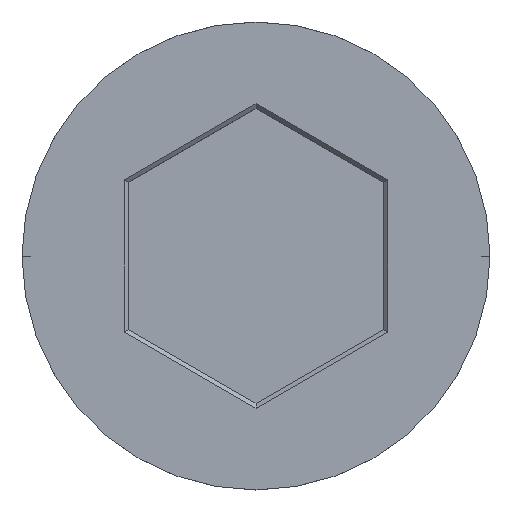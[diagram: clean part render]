
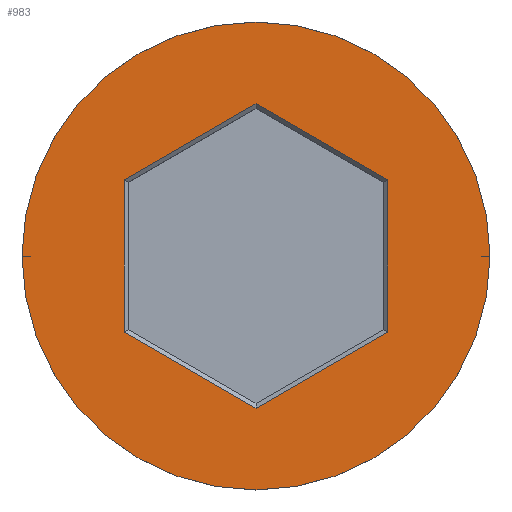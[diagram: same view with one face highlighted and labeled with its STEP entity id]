
A CAD part, top view. The second image highlights one B-rep face of the part: STEP entity #983.
In plain terms, the highlighted planar face has unit normal (0, 0, 1).
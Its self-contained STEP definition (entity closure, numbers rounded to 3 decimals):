
#21 = VERTEX_POINT ( 'NONE', #689 ) ;
#48 = VERTEX_POINT ( 'NONE', #1102 ) ;
#49 = ORIENTED_EDGE ( 'NONE', *, *, #1557, .T. ) ;
#79 = CIRCLE ( 'NONE', #270, 5.5 ) ;
#108 = EDGE_CURVE ( 'NONE', #21, #48, #657, .T. ) ;
#119 = CARTESIAN_POINT ( 'NONE',  ( 0., 0., 0. ) ) ;
#123 = ORIENTED_EDGE ( 'NONE', *, *, #1040, .T. ) ;
#136 = EDGE_CURVE ( 'NONE', #48, #285, #1043, .T. ) ;
#178 = LINE ( 'NONE', #315, #1320 ) ;
#205 = CARTESIAN_POINT ( 'NONE',  ( 0.05, -3.551, 0. ) ) ;
#229 = DIRECTION ( 'NONE',  ( -0.866, 0.5, 0. ) ) ;
#231 = DIRECTION ( 'NONE',  ( 1., 0., 0. ) ) ;
#270 = AXIS2_PLACEMENT_3D ( 'NONE', #1085, #716, #231 ) ;
#285 = VERTEX_POINT ( 'NONE', #1058 ) ;
#292 = VERTEX_POINT ( 'NONE', #340 ) ;
#311 = VERTEX_POINT ( 'NONE', #1215 ) ;
#315 = CARTESIAN_POINT ( 'NONE',  ( 3.05, 1.819, 0. ) ) ;
#340 = CARTESIAN_POINT ( 'NONE',  ( 5.5, 0., 0. ) ) ;
#347 = DIRECTION ( 'NONE',  ( 1., 0., 0. ) ) ;
#355 = VECTOR ( 'NONE', #1390, 1000. ) ;
#408 = ORIENTED_EDGE ( 'NONE', *, *, #1107, .T. ) ;
#429 = CARTESIAN_POINT ( 'NONE',  ( 3.1, -1.732, 0. ) ) ;
#440 = LINE ( 'NONE', #902, #1588 ) ;
#460 = DIRECTION ( 'NONE',  ( 0.866, 0.5, 0. ) ) ;
#572 = PLANE ( 'NONE',  #926 ) ;
#586 = DIRECTION ( 'NONE',  ( -0.866, -0.5, 0. ) ) ;
#620 = LINE ( 'NONE', #205, #1486 ) ;
#644 = EDGE_CURVE ( 'NONE', #772, #292, #79, .T. ) ;
#654 = VECTOR ( 'NONE', #460, 1000. ) ;
#657 = LINE ( 'NONE', #1495, #1445 ) ;
#658 = CARTESIAN_POINT ( 'NONE',  ( -5.5, 0., 0. ) ) ;
#664 = VERTEX_POINT ( 'NONE', #975 ) ;
#689 = CARTESIAN_POINT ( 'NONE',  ( -3.1, -1.79, 0. ) ) ;
#697 = CARTESIAN_POINT ( 'NONE',  ( 3.1, -1.79, 0. ) ) ;
#716 = DIRECTION ( 'NONE',  ( 0., 0., 1. ) ) ;
#772 = VERTEX_POINT ( 'NONE', #658 ) ;
#807 = CARTESIAN_POINT ( 'NONE',  ( 0., 0., 0. ) ) ;
#841 = ORIENTED_EDGE ( 'NONE', *, *, #1316, .T. ) ;
#867 = ORIENTED_EDGE ( 'NONE', *, *, #883, .T. ) ;
#875 = LINE ( 'NONE', #429, #355 ) ;
#883 = EDGE_CURVE ( 'NONE', #664, #1416, #875, .T. ) ;
#896 = ORIENTED_EDGE ( 'NONE', *, *, #108, .T. ) ;
#902 = CARTESIAN_POINT ( 'NONE',  ( -3.05, -1.819, 0. ) ) ;
#925 = EDGE_LOOP ( 'NONE', ( #896, #1325, #123, #867, #49, #841 ) ) ;
#926 = AXIS2_PLACEMENT_3D ( 'NONE', #807, #1028, #1431 ) ;
#938 = DIRECTION ( 'NONE',  ( 0., 0., 1. ) ) ;
#975 = CARTESIAN_POINT ( 'NONE',  ( 3.1, 1.79, 0. ) ) ;
#983 = ADVANCED_FACE ( 'NONE', ( #1020, #1400 ), #572, .T. ) ;
#1003 = ORIENTED_EDGE ( 'NONE', *, *, #644, .T. ) ;
#1009 = EDGE_LOOP ( 'NONE', ( #408, #1003 ) ) ;
#1020 = FACE_BOUND ( 'NONE', #925, .T. ) ;
#1028 = DIRECTION ( 'NONE',  ( 0., 0., 1. ) ) ;
#1040 = EDGE_CURVE ( 'NONE', #285, #664, #178, .T. ) ;
#1043 = LINE ( 'NONE', #1425, #654 ) ;
#1058 = CARTESIAN_POINT ( 'NONE',  ( 0., 3.58, 0. ) ) ;
#1085 = CARTESIAN_POINT ( 'NONE',  ( 0., 0., 0. ) ) ;
#1102 = CARTESIAN_POINT ( 'NONE',  ( -3.1, 1.79, 0. ) ) ;
#1107 = EDGE_CURVE ( 'NONE', #292, #772, #1166, .T. ) ;
#1142 = DIRECTION ( 'NONE',  ( 0., 1., 0. ) ) ;
#1166 = CIRCLE ( 'NONE', #1245, 5.5 ) ;
#1215 = CARTESIAN_POINT ( 'NONE',  ( 0., -3.58, 0. ) ) ;
#1245 = AXIS2_PLACEMENT_3D ( 'NONE', #119, #938, #347 ) ;
#1289 = DIRECTION ( 'NONE',  ( 0.866, -0.5, 0. ) ) ;
#1316 = EDGE_CURVE ( 'NONE', #311, #21, #440, .T. ) ;
#1320 = VECTOR ( 'NONE', #1289, 1000. ) ;
#1325 = ORIENTED_EDGE ( 'NONE', *, *, #136, .T. ) ;
#1390 = DIRECTION ( 'NONE',  ( 0., -1., 0. ) ) ;
#1400 = FACE_OUTER_BOUND ( 'NONE', #1009, .T. ) ;
#1416 = VERTEX_POINT ( 'NONE', #697 ) ;
#1425 = CARTESIAN_POINT ( 'NONE',  ( -0.05, 3.551, 0. ) ) ;
#1431 = DIRECTION ( 'NONE',  ( 1., 0., 0. ) ) ;
#1445 = VECTOR ( 'NONE', #1142, 1000. ) ;
#1486 = VECTOR ( 'NONE', #586, 1000. ) ;
#1495 = CARTESIAN_POINT ( 'NONE',  ( -3.1, 1.732, 0. ) ) ;
#1557 = EDGE_CURVE ( 'NONE', #1416, #311, #620, .T. ) ;
#1588 = VECTOR ( 'NONE', #229, 1000. ) ;
